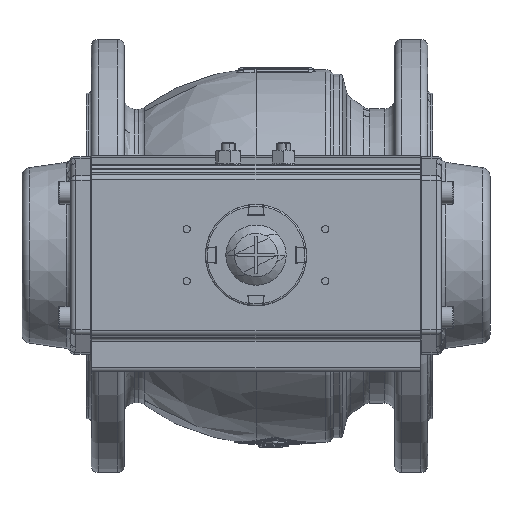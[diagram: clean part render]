
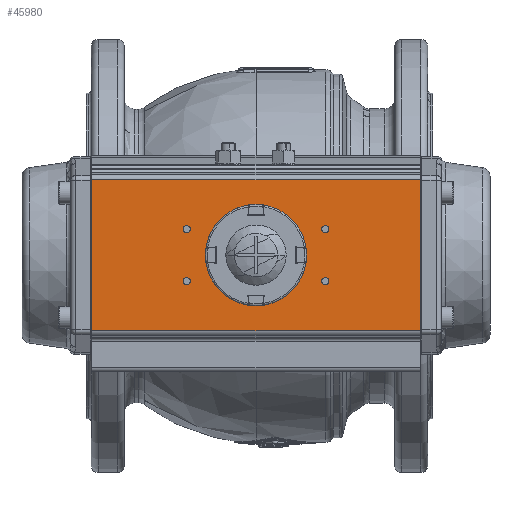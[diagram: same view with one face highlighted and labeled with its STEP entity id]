
A CAD part, top view. The second image highlights one B-rep face of the part: STEP entity #45980.
In plain terms, the highlighted planar face has unit normal (0, 0, 1).
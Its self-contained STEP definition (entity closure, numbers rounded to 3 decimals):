
#45841=CARTESIAN_POINT('',(95.,43.512,272.));
#45842=DIRECTION('',(-0.,0.,-1.));
#45843=DIRECTION('',(0.,1.,0.));
#45844=AXIS2_PLACEMENT_3D('',#45841,#45842,#45843);
#45845=PLANE('',#45844);
#45846=CARTESIAN_POINT('',(-37.9,-15.,272.));
#45847=VERTEX_POINT('',#45846);
#45848=CARTESIAN_POINT('',(-42.1,-15.,272.));
#45849=VERTEX_POINT('',#45848);
#45850=CARTESIAN_POINT('',(-40.,-15.,272.));
#45851=DIRECTION('',(0.,-0.,1.));
#45852=DIRECTION('',(1.,-0.,-0.));
#45853=AXIS2_PLACEMENT_3D('',#45850,#45851,#45852);
#45854=CIRCLE('',#45853,2.1);
#45855=EDGE_CURVE('NONE',#45847,#45849,#45854,.T.);
#45856=ORIENTED_EDGE('',*,*,#45855,.F.);
#45857=CARTESIAN_POINT('',(-40.,-15.,272.));
#45858=DIRECTION('',(0.,-0.,1.));
#45859=DIRECTION('',(1.,-0.,-0.));
#45860=AXIS2_PLACEMENT_3D('',#45857,#45858,#45859);
#45861=CIRCLE('',#45860,2.1);
#45862=EDGE_CURVE('NONE',#45849,#45847,#45861,.T.);
#45863=ORIENTED_EDGE('',*,*,#45862,.F.);
#45864=EDGE_LOOP('',(#45856,#45863));
#45865=FACE_BOUND('',#45864,.T.);
#45866=CARTESIAN_POINT('',(-37.9,15.,272.));
#45867=VERTEX_POINT('',#45866);
#45868=CARTESIAN_POINT('',(-42.1,15.,272.));
#45869=VERTEX_POINT('',#45868);
#45870=CARTESIAN_POINT('',(-40.,15.,272.));
#45871=DIRECTION('',(0.,-0.,1.));
#45872=DIRECTION('',(1.,-0.,-0.));
#45873=AXIS2_PLACEMENT_3D('',#45870,#45871,#45872);
#45874=CIRCLE('',#45873,2.1);
#45875=EDGE_CURVE('NONE',#45867,#45869,#45874,.T.);
#45876=ORIENTED_EDGE('',*,*,#45875,.F.);
#45877=CARTESIAN_POINT('',(-40.,15.,272.));
#45878=DIRECTION('',(0.,-0.,1.));
#45879=DIRECTION('',(1.,-0.,-0.));
#45880=AXIS2_PLACEMENT_3D('',#45877,#45878,#45879);
#45881=CIRCLE('',#45880,2.1);
#45882=EDGE_CURVE('NONE',#45869,#45867,#45881,.T.);
#45883=ORIENTED_EDGE('',*,*,#45882,.F.);
#45884=EDGE_LOOP('',(#45876,#45883));
#45885=FACE_BOUND('',#45884,.T.);
#45886=CARTESIAN_POINT('',(42.1,-15.,272.));
#45887=VERTEX_POINT('',#45886);
#45888=CARTESIAN_POINT('',(37.9,-15.,272.));
#45889=VERTEX_POINT('',#45888);
#45890=CARTESIAN_POINT('',(40.,-15.,272.));
#45891=DIRECTION('',(0.,-0.,1.));
#45892=DIRECTION('',(1.,-0.,-0.));
#45893=AXIS2_PLACEMENT_3D('',#45890,#45891,#45892);
#45894=CIRCLE('',#45893,2.1);
#45895=EDGE_CURVE('NONE',#45887,#45889,#45894,.T.);
#45896=ORIENTED_EDGE('',*,*,#45895,.F.);
#45897=CARTESIAN_POINT('',(40.,-15.,272.));
#45898=DIRECTION('',(0.,-0.,1.));
#45899=DIRECTION('',(1.,-0.,-0.));
#45900=AXIS2_PLACEMENT_3D('',#45897,#45898,#45899);
#45901=CIRCLE('',#45900,2.1);
#45902=EDGE_CURVE('NONE',#45889,#45887,#45901,.T.);
#45903=ORIENTED_EDGE('',*,*,#45902,.F.);
#45904=EDGE_LOOP('',(#45896,#45903));
#45905=FACE_BOUND('',#45904,.T.);
#45906=CARTESIAN_POINT('',(42.1,15.,272.));
#45907=VERTEX_POINT('',#45906);
#45908=CARTESIAN_POINT('',(37.9,15.,272.));
#45909=VERTEX_POINT('',#45908);
#45910=CARTESIAN_POINT('',(40.,15.,272.));
#45911=DIRECTION('',(0.,-0.,1.));
#45912=DIRECTION('',(1.,-0.,-0.));
#45913=AXIS2_PLACEMENT_3D('',#45910,#45911,#45912);
#45914=CIRCLE('',#45913,2.1);
#45915=EDGE_CURVE('NONE',#45907,#45909,#45914,.T.);
#45916=ORIENTED_EDGE('',*,*,#45915,.F.);
#45917=CARTESIAN_POINT('',(40.,15.,272.));
#45918=DIRECTION('',(0.,-0.,1.));
#45919=DIRECTION('',(1.,-0.,-0.));
#45920=AXIS2_PLACEMENT_3D('',#45917,#45918,#45919);
#45921=CIRCLE('',#45920,2.1);
#45922=EDGE_CURVE('NONE',#45909,#45907,#45921,.T.);
#45923=ORIENTED_EDGE('',*,*,#45922,.F.);
#45924=EDGE_LOOP('',(#45916,#45923));
#45925=FACE_BOUND('',#45924,.T.);
#45926=CARTESIAN_POINT('',(94.747,43.512,272.));
#45927=VERTEX_POINT('',#45926);
#45928=CARTESIAN_POINT('',(-94.747,43.512,272.));
#45929=VERTEX_POINT('',#45928);
#45930=CARTESIAN_POINT('',(94.747,43.512,272.));
#45931=DIRECTION('',(-1.,0.,0.));
#45932=VECTOR('',#45931,189.494);
#45933=LINE('',#45930,#45932);
#45934=EDGE_CURVE('',#45927,#45929,#45933,.T.);
#45935=ORIENTED_EDGE('',*,*,#45934,.T.);
#45936=CARTESIAN_POINT('',(-94.747,-43.512,272.));
#45937=VERTEX_POINT('',#45936);
#45938=CARTESIAN_POINT('',(-94.747,43.512,272.));
#45939=DIRECTION('',(-0.,-1.,-0.));
#45940=VECTOR('',#45939,87.023);
#45941=LINE('',#45938,#45940);
#45942=EDGE_CURVE('',#45929,#45937,#45941,.T.);
#45943=ORIENTED_EDGE('',*,*,#45942,.T.);
#45944=CARTESIAN_POINT('',(94.747,-43.512,272.));
#45945=VERTEX_POINT('',#45944);
#45946=CARTESIAN_POINT('',(94.747,-43.512,272.));
#45947=DIRECTION('',(-1.,0.,0.));
#45948=VECTOR('',#45947,189.494);
#45949=LINE('',#45946,#45948);
#45950=EDGE_CURVE('',#45945,#45937,#45949,.T.);
#45951=ORIENTED_EDGE('',*,*,#45950,.F.);
#45952=CARTESIAN_POINT('',(94.747,-43.512,272.));
#45953=DIRECTION('',(0.,1.,0.));
#45954=VECTOR('',#45953,87.023);
#45955=LINE('',#45952,#45954);
#45956=EDGE_CURVE('',#45945,#45927,#45955,.T.);
#45957=ORIENTED_EDGE('',*,*,#45956,.T.);
#45958=EDGE_LOOP('',(#45935,#45943,#45951,#45957));
#45959=FACE_BOUND('',#45958,.T.);
#45960=CARTESIAN_POINT('',(12.5,0.,272.));
#45961=VERTEX_POINT('',#45960);
#45962=CARTESIAN_POINT('',(-12.5,0.,272.));
#45963=VERTEX_POINT('',#45962);
#45964=CARTESIAN_POINT('',(-0.,0.,272.));
#45965=DIRECTION('',(-0.,0.,-1.));
#45966=DIRECTION('',(-1.,0.,0.));
#45967=AXIS2_PLACEMENT_3D('',#45964,#45965,#45966);
#45968=CIRCLE('',#45967,12.5);
#45969=EDGE_CURVE('',#45961,#45963,#45968,.T.);
#45970=ORIENTED_EDGE('',*,*,#45969,.T.);
#45971=CARTESIAN_POINT('',(-0.,0.,272.));
#45972=DIRECTION('',(-0.,0.,-1.));
#45973=DIRECTION('',(-1.,0.,0.));
#45974=AXIS2_PLACEMENT_3D('',#45971,#45972,#45973);
#45975=CIRCLE('',#45974,12.5);
#45976=EDGE_CURVE('',#45963,#45961,#45975,.T.);
#45977=ORIENTED_EDGE('',*,*,#45976,.T.);
#45978=EDGE_LOOP('',(#45970,#45977));
#45979=FACE_BOUND('',#45978,.T.);
#45980=ADVANCED_FACE('',(#45865,#45885,#45905,#45925,#45959,#45979),#45845,.F.);
